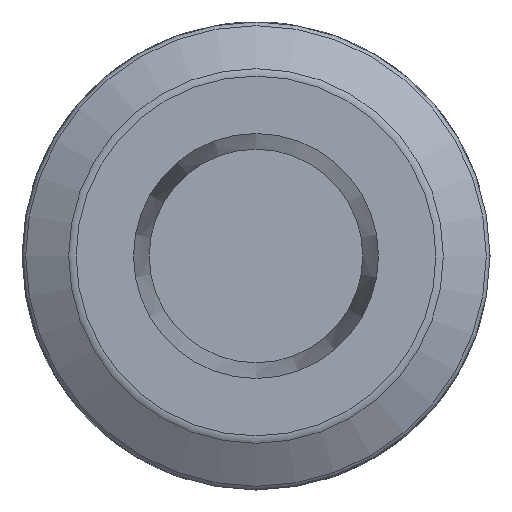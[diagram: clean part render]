
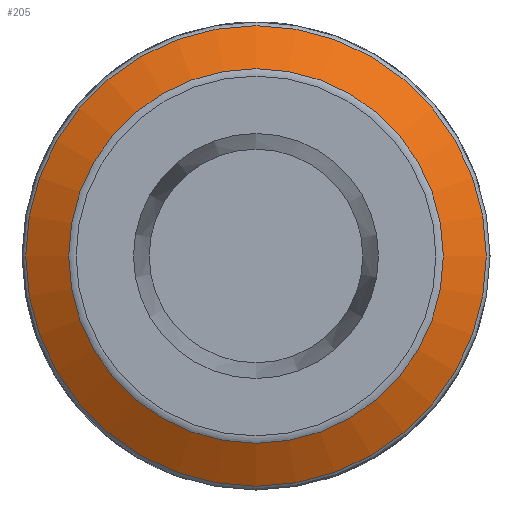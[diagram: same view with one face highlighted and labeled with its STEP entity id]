
A CAD part, left-side view. The second image highlights one B-rep face of the part: STEP entity #205.
In plain terms, the highlighted conical face has half-angle 60 degrees and reference radius 31 mm.
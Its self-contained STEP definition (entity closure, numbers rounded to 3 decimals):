
#130=CONICAL_SURFACE('',#846,31.,60.);
#205=ADVANCED_FACE('',(#309,#310),#130,.T.);
#309=FACE_BOUND('',#396,.T.);
#310=FACE_BOUND('',#397,.T.);
#396=EDGE_LOOP('',(#564));
#397=EDGE_LOOP('',(#565));
#564=ORIENTED_EDGE('',*,*,#718,.F.);
#565=ORIENTED_EDGE('',*,*,#721,.T.);
#634=VERTEX_POINT('',#2052);
#637=VERTEX_POINT('',#2061);
#718=EDGE_CURVE('',#634,#634,#747,.T.);
#721=EDGE_CURVE('',#637,#637,#750,.T.);
#747=CIRCLE('',#839,31.);
#750=CIRCLE('',#845,25.214);
#839=AXIS2_PLACEMENT_3D('',#2051,#1031,#1032);
#845=AXIS2_PLACEMENT_3D('',#2060,#1043,#1044);
#846=AXIS2_PLACEMENT_3D('',#2062,#1045,#1046);
#1031=DIRECTION('',(1.,0.,0.));
#1032=DIRECTION('',(0.,1.,0.));
#1043=DIRECTION('',(1.,0.,0.));
#1044=DIRECTION('',(0.,1.,0.));
#1045=DIRECTION('',(1.,0.,0.));
#1046=DIRECTION('',(0.,1.,0.));
#2051=CARTESIAN_POINT('',(-11.392,0.,0.));
#2052=CARTESIAN_POINT('',(-11.392,31.,0.));
#2060=CARTESIAN_POINT('',(-14.732,0.,0.));
#2061=CARTESIAN_POINT('',(-14.732,25.214,0.));
#2062=CARTESIAN_POINT('',(-11.392,0.,0.));
